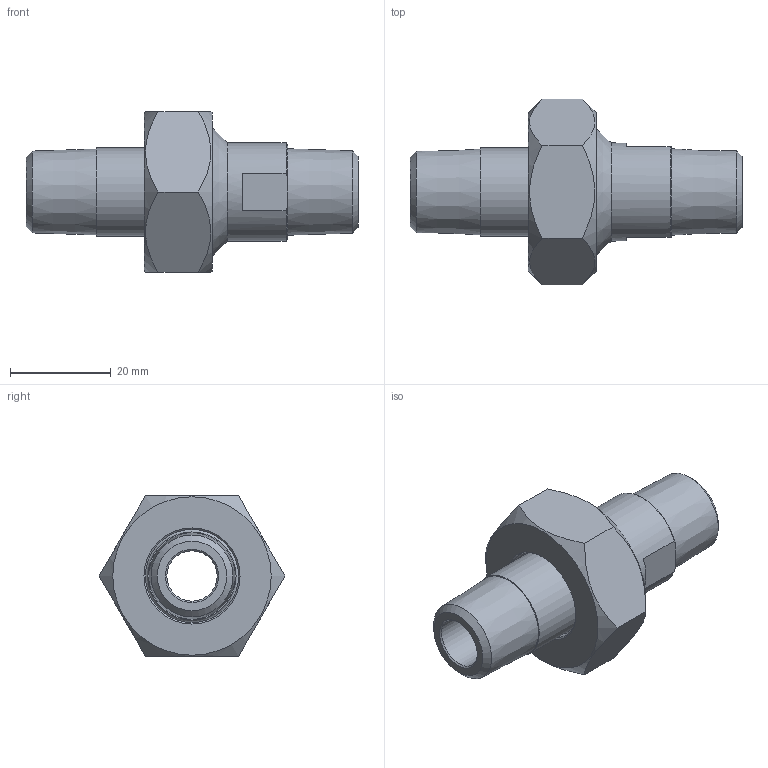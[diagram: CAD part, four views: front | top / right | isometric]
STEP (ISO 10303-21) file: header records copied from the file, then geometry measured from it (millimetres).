
FILE_DESCRIPTION(/* description */ (''),/* implementation_level */ '2;1');
FILE_NAME(/* name */ '3D_R666-2U-DN10-DN20-DN10_171130230.stp',/* time_stamp */ '2021-07-06T14:09:27+02:00',/* author */ ('cad'),/* organization */ (''),/* preprocessor_version */ 'ST-DEVELOPER v18.1',/* originating_system */ 'Autodesk Inventor 2022',/* authorisation */ '');
FILE_SCHEMA (('AUTOMOTIVE_DESIGN { 1 0 10303 214 3 1 1 }'));
Length unit declared in the file: millimetre
Products named in the file (4): 3D_R666-2U-DN10-DN20-DN10_171130230; 3D_R666-M-DN20_17113920; 3D_R666-UG-DN10-DN20_17113615; 3D_R666-UE-DN10-DN20_17113215
Assembly tree (3 placements, depth 2):
  3D_R666-2U-DN10-DN20-DN10_171130230
    3D_R666-M-DN20_17113920
    3D_R666-UG-DN10-DN20_17113615
    3D_R666-UE-DN10-DN20_17113215
Bounding box: 66 x 36.95 x 32 mm (x, y, z)
Volume: 19630.2 mm3; surface area: 10608.5 mm2
Topology: 3 solids, 3 shells, 49 faces, 111 edges, 72 vertices
Faces by surface type: plane 20, cone 19, cylinder 8, torus 2
Full cylindrical faces by diameter (mm): 10 x2, 17.5 x1, 18.5 x1, 19.5 x1, 23.5 x1, 24.117 x1, 26.4 x1
Entity records: 1532 total; most frequent: CARTESIAN_POINT 271, DIRECTION 263, ORIENTED_EDGE 222, AXIS2_PLACEMENT_3D 112, EDGE_CURVE 111, VERTEX_POINT 72, EDGE_LOOP 59, CIRCLE 56
